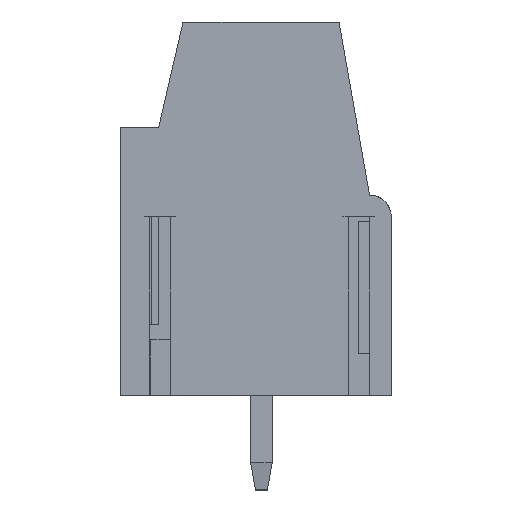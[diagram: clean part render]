
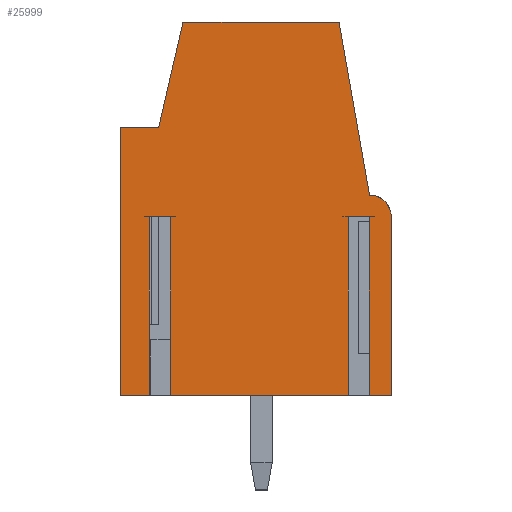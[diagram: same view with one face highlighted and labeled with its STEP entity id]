
A CAD part, left-side view. The second image highlights one B-rep face of the part: STEP entity #25999.
In plain terms, the highlighted planar face has unit normal (-1, 0, 0).
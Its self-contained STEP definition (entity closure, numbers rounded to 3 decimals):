
#25936=AXIS2_PLACEMENT_3D('Plane Axis2P3D',#25933,#25934,#25935) ;
#24911=CARTESIAN_POINT('Vertex',(0.,0.,3.5)) ;
#24914=CARTESIAN_POINT('Line Origine',(0.,0.405,3.5)) ;
#24918=CARTESIAN_POINT('Vertex',(0.,0.81,3.5)) ;
#24939=CARTESIAN_POINT('Vertex',(0.,1.59,3.5)) ;
#24942=CARTESIAN_POINT('Line Origine',(0.,4.875,3.5)) ;
#24946=CARTESIAN_POINT('Vertex',(0.,8.16,3.5)) ;
#24967=CARTESIAN_POINT('Vertex',(0.,8.94,3.5)) ;
#24970=CARTESIAN_POINT('Line Origine',(0.,9.47,3.5)) ;
#24974=CARTESIAN_POINT('Vertex',(0.,10.,3.5)) ;
#25418=CARTESIAN_POINT('Line Origine',(0.,10.,8.45)) ;
#25422=CARTESIAN_POINT('Vertex',(0.,10.,13.4)) ;
#25569=CARTESIAN_POINT('Vertex',(0.,8.6,13.4)) ;
#25572=CARTESIAN_POINT('Line Origine',(0.,8.15,15.35)) ;
#25576=CARTESIAN_POINT('Vertex',(0.,7.7,17.3)) ;
#25607=CARTESIAN_POINT('Line Origine',(0.,4.814,17.3)) ;
#25611=CARTESIAN_POINT('Vertex',(0.,1.928,17.3)) ;
#25674=CARTESIAN_POINT('Line Origine',(0.,1.364,14.1)) ;
#25678=CARTESIAN_POINT('Vertex',(0.,0.8,10.9)) ;
#25706=CARTESIAN_POINT('Control Point',(0.,0.,10.1)) ;
#25707=CARTESIAN_POINT('Control Point',(0.,0.,10.414)) ;
#25708=CARTESIAN_POINT('Control Point',(0.,0.168,10.732)) ;
#25709=CARTESIAN_POINT('Control Point',(0.,0.486,10.9)) ;
#25710=CARTESIAN_POINT('Control Point',(0.,0.8,10.9)) ;
#25711=CARTESIAN_POINT('Vertex',(0.,0.,10.1)) ;
#25740=CARTESIAN_POINT('Line Origine',(0.,0.,6.8)) ;
#25933=CARTESIAN_POINT('Axis2P3D Location',(0.,10.,0.3)) ;
#25938=CARTESIAN_POINT('Line Origine',(0.,1.59,6.8)) ;
#25942=CARTESIAN_POINT('Vertex',(0.,1.59,10.1)) ;
#25945=CARTESIAN_POINT('Line Origine',(0.,1.2,10.1)) ;
#25949=CARTESIAN_POINT('Vertex',(0.,0.81,10.1)) ;
#25952=CARTESIAN_POINT('Line Origine',(0.,0.81,6.8)) ;
#25957=CARTESIAN_POINT('Line Origine',(0.,9.3,13.4)) ;
#25962=CARTESIAN_POINT('Line Origine',(0.,8.94,6.8)) ;
#25966=CARTESIAN_POINT('Vertex',(0.,8.94,10.1)) ;
#25969=CARTESIAN_POINT('Line Origine',(0.,8.55,10.1)) ;
#25973=CARTESIAN_POINT('Vertex',(0.,8.16,10.1)) ;
#25976=CARTESIAN_POINT('Line Origine',(0.,8.16,6.8)) ;
#24915=DIRECTION('Vector Direction',(0.,-1.,0.)) ;
#24943=DIRECTION('Vector Direction',(0.,-1.,0.)) ;
#24971=DIRECTION('Vector Direction',(0.,-1.,0.)) ;
#25419=DIRECTION('Vector Direction',(0.,0.,-1.)) ;
#25573=DIRECTION('Vector Direction',(0.,0.225,-0.974)) ;
#25608=DIRECTION('Vector Direction',(0.,1.,0.)) ;
#25675=DIRECTION('Vector Direction',(0.,0.174,0.985)) ;
#25741=DIRECTION('Vector Direction',(0.,0.,1.)) ;
#25934=DIRECTION('Axis2P3D Direction',(-1.,0.,0.)) ;
#25935=DIRECTION('Axis2P3D XDirection',(0.,1.,0.)) ;
#25939=DIRECTION('Vector Direction',(0.,0.,1.)) ;
#25946=DIRECTION('Vector Direction',(0.,1.,0.)) ;
#25953=DIRECTION('Vector Direction',(0.,0.,1.)) ;
#25958=DIRECTION('Vector Direction',(0.,1.,0.)) ;
#25963=DIRECTION('Vector Direction',(0.,0.,1.)) ;
#25970=DIRECTION('Vector Direction',(0.,1.,0.)) ;
#25977=DIRECTION('Vector Direction',(0.,0.,1.)) ;
#24916=VECTOR('Line Direction',#24915,1.) ;
#24944=VECTOR('Line Direction',#24943,1.) ;
#24972=VECTOR('Line Direction',#24971,1.) ;
#25420=VECTOR('Line Direction',#25419,1.) ;
#25574=VECTOR('Line Direction',#25573,1.) ;
#25609=VECTOR('Line Direction',#25608,1.) ;
#25676=VECTOR('Line Direction',#25675,1.) ;
#25742=VECTOR('Line Direction',#25741,1.) ;
#25940=VECTOR('Line Direction',#25939,1.) ;
#25947=VECTOR('Line Direction',#25946,1.) ;
#25954=VECTOR('Line Direction',#25953,1.) ;
#25959=VECTOR('Line Direction',#25958,1.) ;
#25964=VECTOR('Line Direction',#25963,1.) ;
#25971=VECTOR('Line Direction',#25970,1.) ;
#25978=VECTOR('Line Direction',#25977,1.) ;
#25982=ORIENTED_EDGE('',*,*,#24948,.T.) ;
#25983=ORIENTED_EDGE('',*,*,#25944,.T.) ;
#25984=ORIENTED_EDGE('',*,*,#25951,.F.) ;
#25985=ORIENTED_EDGE('',*,*,#25956,.F.) ;
#25986=ORIENTED_EDGE('',*,*,#24920,.T.) ;
#25987=ORIENTED_EDGE('',*,*,#25744,.T.) ;
#25988=ORIENTED_EDGE('',*,*,#25713,.T.) ;
#25989=ORIENTED_EDGE('',*,*,#25680,.T.) ;
#25990=ORIENTED_EDGE('',*,*,#25613,.T.) ;
#25991=ORIENTED_EDGE('',*,*,#25578,.T.) ;
#25992=ORIENTED_EDGE('',*,*,#25961,.T.) ;
#25993=ORIENTED_EDGE('',*,*,#25424,.T.) ;
#25994=ORIENTED_EDGE('',*,*,#24976,.T.) ;
#25995=ORIENTED_EDGE('',*,*,#25968,.T.) ;
#25996=ORIENTED_EDGE('',*,*,#25975,.F.) ;
#25997=ORIENTED_EDGE('',*,*,#25980,.F.) ;
#25999=ADVANCED_FACE('HOUSING',(#25998),#25937,.T.) ;
#25705=B_SPLINE_CURVE_WITH_KNOTS('',4,(#25706,#25707,#25708,#25709,#25710),.UNSPECIFIED.,.F.,.U.,(5,5),(-0.628,0.628),.UNSPECIFIED.) ;
#24920=EDGE_CURVE('',#24919,#24912,#24917,.T.) ;
#24948=EDGE_CURVE('',#24947,#24940,#24945,.T.) ;
#24976=EDGE_CURVE('',#24975,#24968,#24973,.T.) ;
#25424=EDGE_CURVE('',#25423,#24975,#25421,.T.) ;
#25578=EDGE_CURVE('',#25577,#25570,#25575,.T.) ;
#25613=EDGE_CURVE('',#25612,#25577,#25610,.T.) ;
#25680=EDGE_CURVE('',#25679,#25612,#25677,.T.) ;
#25713=EDGE_CURVE('',#25712,#25679,#25705,.T.) ;
#25744=EDGE_CURVE('',#24912,#25712,#25743,.T.) ;
#25944=EDGE_CURVE('',#24940,#25943,#25941,.T.) ;
#25951=EDGE_CURVE('',#25950,#25943,#25948,.T.) ;
#25956=EDGE_CURVE('',#24919,#25950,#25955,.T.) ;
#25961=EDGE_CURVE('',#25570,#25423,#25960,.T.) ;
#25968=EDGE_CURVE('',#24968,#25967,#25965,.T.) ;
#25975=EDGE_CURVE('',#25974,#25967,#25972,.T.) ;
#25980=EDGE_CURVE('',#24947,#25974,#25979,.T.) ;
#25981=EDGE_LOOP('',(#25982,#25983,#25984,#25985,#25986,#25987,#25988,#25989,#25990,#25991,#25992,#25993,#25994,#25995,#25996,#25997)) ;
#25998=FACE_OUTER_BOUND('',#25981,.T.) ;
#24917=LINE('Line',#24914,#24916) ;
#24945=LINE('Line',#24942,#24944) ;
#24973=LINE('Line',#24970,#24972) ;
#25421=LINE('Line',#25418,#25420) ;
#25575=LINE('Line',#25572,#25574) ;
#25610=LINE('Line',#25607,#25609) ;
#25677=LINE('Line',#25674,#25676) ;
#25743=LINE('Line',#25740,#25742) ;
#25941=LINE('Line',#25938,#25940) ;
#25948=LINE('Line',#25945,#25947) ;
#25955=LINE('Line',#25952,#25954) ;
#25960=LINE('Line',#25957,#25959) ;
#25965=LINE('Line',#25962,#25964) ;
#25972=LINE('Line',#25969,#25971) ;
#25979=LINE('Line',#25976,#25978) ;
#25937=PLANE('',#25936) ;
#24912=VERTEX_POINT('',#24911) ;
#24919=VERTEX_POINT('',#24918) ;
#24940=VERTEX_POINT('',#24939) ;
#24947=VERTEX_POINT('',#24946) ;
#24968=VERTEX_POINT('',#24967) ;
#24975=VERTEX_POINT('',#24974) ;
#25423=VERTEX_POINT('',#25422) ;
#25570=VERTEX_POINT('',#25569) ;
#25577=VERTEX_POINT('',#25576) ;
#25612=VERTEX_POINT('',#25611) ;
#25679=VERTEX_POINT('',#25678) ;
#25712=VERTEX_POINT('',#25711) ;
#25943=VERTEX_POINT('',#25942) ;
#25950=VERTEX_POINT('',#25949) ;
#25967=VERTEX_POINT('',#25966) ;
#25974=VERTEX_POINT('',#25973) ;
